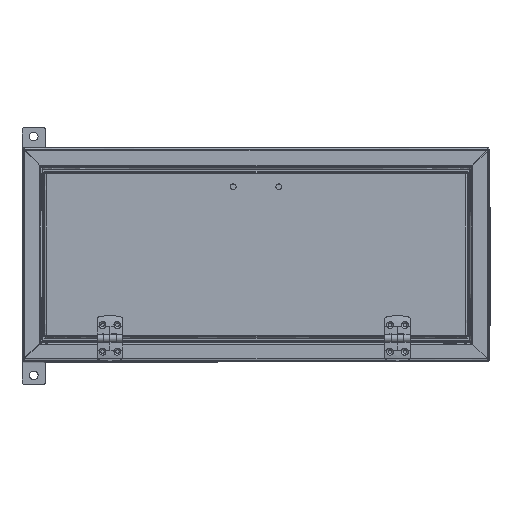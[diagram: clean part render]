
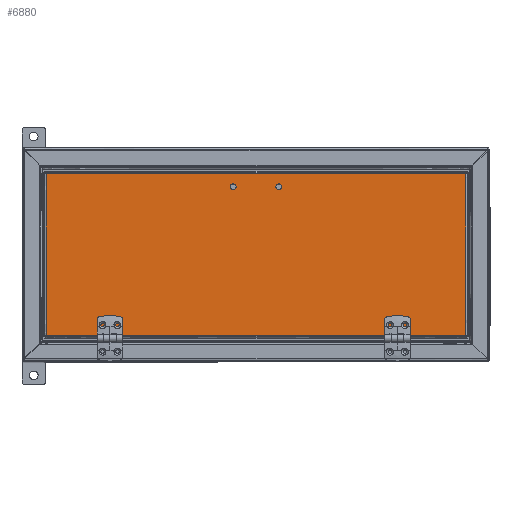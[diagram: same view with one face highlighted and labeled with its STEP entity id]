
A CAD part, top view. The second image highlights one B-rep face of the part: STEP entity #6880.
In plain terms, the highlighted free-form (B-spline) face has degree [1, 1] with [2, 2] control points.
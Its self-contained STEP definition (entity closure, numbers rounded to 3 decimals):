
#6423 = VERTEX_POINT('',#6424);
#6424 = CARTESIAN_POINT('',(-287.822,152.509,
    1057.881));
#6429 = EDGE_CURVE('',#6430,#6423,#6432,.T.);
#6430 = VERTEX_POINT('',#6431);
#6431 = CARTESIAN_POINT('',(-276.982,152.509,
    1057.881));
#6432 = ( BOUNDED_CURVE() B_SPLINE_CURVE(2,(#6433,#6434,#6435,#6436,
#6437),.UNSPECIFIED.,.F.,.F.) B_SPLINE_CURVE_WITH_KNOTS((3,2,3),(
    3.142,4.712,6.283),
.PIECEWISE_BEZIER_KNOTS.) CURVE() GEOMETRIC_REPRESENTATION_ITEM() 
RATIONAL_B_SPLINE_CURVE((1.,0.707,1.,0.707,1.)) 
REPRESENTATION_ITEM('') );
#6433 = CARTESIAN_POINT('',(-276.982,152.509,
    1057.881));
#6434 = CARTESIAN_POINT('',(-276.982,157.929,
    1057.881));
#6435 = CARTESIAN_POINT('',(-282.402,157.929,
    1057.881));
#6436 = CARTESIAN_POINT('',(-287.822,157.929,
    1057.881));
#6437 = CARTESIAN_POINT('',(-287.822,152.509,
    1057.881));
#6471 = VERTEX_POINT('',#6472);
#6472 = CARTESIAN_POINT('',(-203.191,152.509,
    1057.881));
#6477 = EDGE_CURVE('',#6478,#6471,#6480,.T.);
#6478 = VERTEX_POINT('',#6479);
#6479 = CARTESIAN_POINT('',(-192.351,152.509,
    1057.881));
#6480 = ( BOUNDED_CURVE() B_SPLINE_CURVE(2,(#6481,#6482,#6483,#6484,
#6485),.UNSPECIFIED.,.F.,.F.) B_SPLINE_CURVE_WITH_KNOTS((3,2,3),(0.,
1.571,3.142),.PIECEWISE_BEZIER_KNOTS.) CURVE() 
GEOMETRIC_REPRESENTATION_ITEM() RATIONAL_B_SPLINE_CURVE((1.,
0.707,1.,0.707,1.)) REPRESENTATION_ITEM('') );
#6481 = CARTESIAN_POINT('',(-192.351,152.509,
    1057.881));
#6482 = CARTESIAN_POINT('',(-192.351,157.929,
    1057.881));
#6483 = CARTESIAN_POINT('',(-197.771,157.929,
    1057.881));
#6484 = CARTESIAN_POINT('',(-203.191,157.929,
    1057.881));
#6485 = CARTESIAN_POINT('',(-203.191,152.509,
    1057.881));
#6880 = ADVANCED_FACE('',(#6881,#6892,#6903),#6933,.T.);
#6881 = FACE_BOUND('',#6882,.T.);
#6882 = EDGE_LOOP('',(#6883,#6891));
#6883 = ORIENTED_EDGE('',*,*,#6884,.F.);
#6884 = EDGE_CURVE('',#6423,#6430,#6885,.T.);
#6885 = ( BOUNDED_CURVE() B_SPLINE_CURVE(2,(#6886,#6887,#6888,#6889,
#6890),.UNSPECIFIED.,.F.,.F.) B_SPLINE_CURVE_WITH_KNOTS((3,2,3),(0.,
1.571,3.142),.PIECEWISE_BEZIER_KNOTS.) CURVE() 
GEOMETRIC_REPRESENTATION_ITEM() RATIONAL_B_SPLINE_CURVE((1.,
0.707,1.,0.707,1.)) REPRESENTATION_ITEM('') );
#6886 = CARTESIAN_POINT('',(-287.822,152.509,
    1057.881));
#6887 = CARTESIAN_POINT('',(-287.822,147.089,
    1057.881));
#6888 = CARTESIAN_POINT('',(-282.402,147.089,
    1057.881));
#6889 = CARTESIAN_POINT('',(-276.982,147.089,
    1057.881));
#6890 = CARTESIAN_POINT('',(-276.982,152.509,
    1057.881));
#6891 = ORIENTED_EDGE('',*,*,#6429,.F.);
#6892 = FACE_BOUND('',#6893,.T.);
#6893 = EDGE_LOOP('',(#6894,#6902));
#6894 = ORIENTED_EDGE('',*,*,#6895,.F.);
#6895 = EDGE_CURVE('',#6471,#6478,#6896,.T.);
#6896 = ( BOUNDED_CURVE() B_SPLINE_CURVE(2,(#6897,#6898,#6899,#6900,
#6901),.UNSPECIFIED.,.F.,.F.) B_SPLINE_CURVE_WITH_KNOTS((3,2,3),(
    3.142,4.712,6.283),
.PIECEWISE_BEZIER_KNOTS.) CURVE() GEOMETRIC_REPRESENTATION_ITEM() 
RATIONAL_B_SPLINE_CURVE((1.,0.707,1.,0.707,1.)) 
REPRESENTATION_ITEM('') );
#6897 = CARTESIAN_POINT('',(-203.191,152.509,
    1057.881));
#6898 = CARTESIAN_POINT('',(-203.191,147.089,
    1057.881));
#6899 = CARTESIAN_POINT('',(-197.771,147.089,
    1057.881));
#6900 = CARTESIAN_POINT('',(-192.351,147.089,
    1057.881));
#6901 = CARTESIAN_POINT('',(-192.351,152.509,
    1057.881));
#6902 = ORIENTED_EDGE('',*,*,#6477,.F.);
#6903 = FACE_BOUND('',#6904,.T.);
#6904 = EDGE_LOOP('',(#6905,#6914,#6921,#6928));
#6905 = ORIENTED_EDGE('',*,*,#6906,.T.);
#6906 = EDGE_CURVE('',#6907,#6909,#6911,.T.);
#6907 = VERTEX_POINT('',#6908);
#6908 = CARTESIAN_POINT('',(150.707,176.631,
    1057.881));
#6909 = VERTEX_POINT('',#6910);
#6910 = CARTESIAN_POINT('',(-630.88,176.631,
    1057.881));
#6911 = B_SPLINE_CURVE_WITH_KNOTS('',1,(#6912,#6913),.UNSPECIFIED.,.F.,
  .F.,(2,2),(1.859,629.859),.PIECEWISE_BEZIER_KNOTS.);
#6912 = CARTESIAN_POINT('',(150.707,176.631,
    1057.881));
#6913 = CARTESIAN_POINT('',(-630.88,176.631,
    1057.881));
#6914 = ORIENTED_EDGE('',*,*,#6915,.T.);
#6915 = EDGE_CURVE('',#6909,#6916,#6918,.T.);
#6916 = VERTEX_POINT('',#6917);
#6917 = CARTESIAN_POINT('',(-630.88,-124.554,
    1057.881));
#6918 = B_SPLINE_CURVE_WITH_KNOTS('',1,(#6919,#6920),.UNSPECIFIED.,.F.,
  .F.,(2,2),(1.859,243.859),.PIECEWISE_BEZIER_KNOTS.);
#6919 = CARTESIAN_POINT('',(-630.88,176.631,
    1057.881));
#6920 = CARTESIAN_POINT('',(-630.88,-124.554,
    1057.881));
#6921 = ORIENTED_EDGE('',*,*,#6922,.T.);
#6922 = EDGE_CURVE('',#6916,#6923,#6925,.T.);
#6923 = VERTEX_POINT('',#6924);
#6924 = CARTESIAN_POINT('',(150.707,-124.554,
    1057.881));
#6925 = B_SPLINE_CURVE_WITH_KNOTS('',1,(#6926,#6927),.UNSPECIFIED.,.F.,
  .F.,(2,2),(1.859,629.859),.PIECEWISE_BEZIER_KNOTS.);
#6926 = CARTESIAN_POINT('',(-630.88,-124.554,
    1057.881));
#6927 = CARTESIAN_POINT('',(150.707,-124.554,
    1057.881));
#6928 = ORIENTED_EDGE('',*,*,#6929,.T.);
#6929 = EDGE_CURVE('',#6923,#6907,#6930,.T.);
#6930 = B_SPLINE_CURVE_WITH_KNOTS('',1,(#6931,#6932),.UNSPECIFIED.,.F.,
  .F.,(2,2),(1.859,243.859),.PIECEWISE_BEZIER_KNOTS.);
#6931 = CARTESIAN_POINT('',(150.707,-124.554,
    1057.881));
#6932 = CARTESIAN_POINT('',(150.707,176.631,
    1057.881));
#6933 = B_SPLINE_SURFACE_WITH_KNOTS('',1,1,(
    (#6934,#6935)
    ,(#6936,#6937
    )),.UNSPECIFIED.,.F.,.F.,.F.,(2,2),(2,2),(-632.,-4.),(4.,246.),
  .PIECEWISE_BEZIER_KNOTS.);
#6934 = CARTESIAN_POINT('',(150.707,176.631,
    1057.881));
#6935 = CARTESIAN_POINT('',(150.707,-124.554,
    1057.881));
#6936 = CARTESIAN_POINT('',(-630.88,176.631,
    1057.881));
#6937 = CARTESIAN_POINT('',(-630.88,-124.554,
    1057.881));
